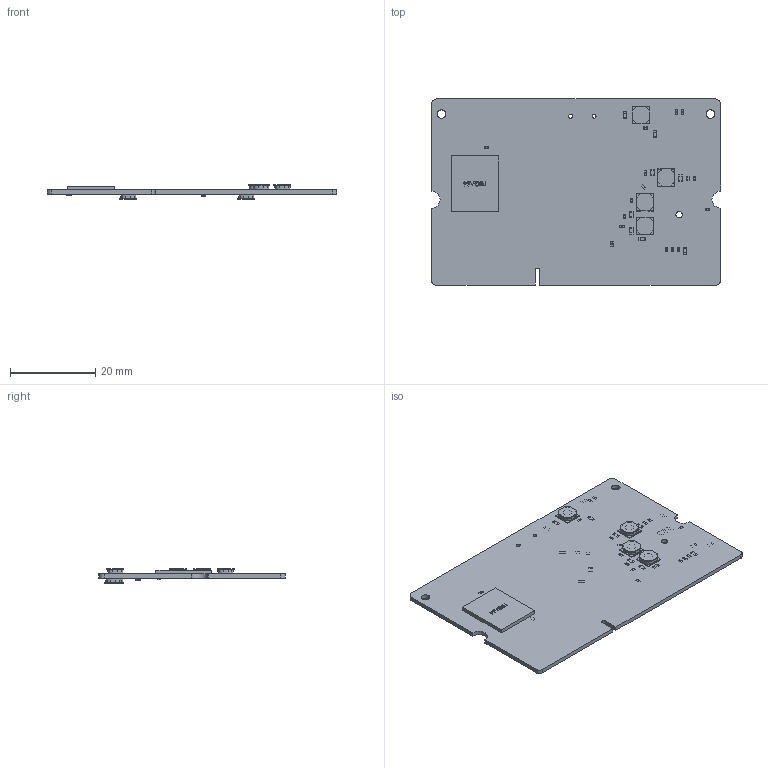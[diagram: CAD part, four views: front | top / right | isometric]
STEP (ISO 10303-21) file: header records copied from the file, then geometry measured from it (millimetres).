
FILE_DESCRIPTION(('Open CASCADE Model'),'2;1');
FILE_NAME('Open CASCADE Shape Model','2022-05-04T16:20:45',('Author'),( 'Open CASCADE'),'Open CASCADE STEP processor 6.8','Open CASCADE 6.8' ,'Unknown');
FILE_SCHEMA(('AUTOMOTIVE_DESIGN { 1 0 10303 214 1 1 1 1 }'));
Length unit declared in the file: millimetre
Products named in the file (163): PCB; Board; CD1; User_Library-SMD_Ceramic_Capacitors_0603_(1608)_CD; CP59; User_Library-SMD_Ceramic_Capacitors_0402_(1005)_BD; CK51; CK50; CK23; CK21; CK19; UDF1; memory_RGB8421504; CK61; LP4; inductor_4x4; LP5; LP3; LP2; LP1; CP33; CP18; R92; User_Library-User_Library-res0402_res0402_body; CP21; CP19; CP17; CP9; CP5; CP32; CP54; CP52; CP51; CP46; CP43; CP42; CP35; CP28; CP30; CP15 ...
Assembly tree (325 placements, depth 3):
  PCB
    Board
    CD1
      User_Library-SMD_Ceramic_Capacitors_0603_(1608)_CD
    CP59
      User_Library-SMD_Ceramic_Capacitors_0402_(1005)_BD
    CK51
      User_Library-SMD_Ceramic_Capacitors_0402_(1005)_BD
    CK50
      User_Library-SMD_Ceramic_Capacitors_0402_(1005)_BD
    CK23
      User_Library-SMD_Ceramic_Capacitors_0402_(1005)_BD
    CK21
      User_Library-SMD_Ceramic_Capacitors_0402_(1005)_BD
    CK19
      User_Library-SMD_Ceramic_Capacitors_0603_(1608)_CD
    UDF1
      memory_RGB8421504
    CK61
      User_Library-SMD_Ceramic_Capacitors_0402_(1005)_BD
    LP4
      inductor_4x4
      inductor_4x4
      inductor_4x4
      inductor_4x4
    LP5
      inductor_4x4
      inductor_4x4
      inductor_4x4
      inductor_4x4
    LP3
      inductor_4x4
      inductor_4x4
      inductor_4x4
      inductor_4x4
    LP2
      inductor_4x4
      inductor_4x4
      inductor_4x4
      inductor_4x4
    LP1
      inductor_4x4
      inductor_4x4
      inductor_4x4
      inductor_4x4
    CP33
      User_Library-SMD_Ceramic_Capacitors_0603_(1608)_CD
    CP18
      User_Library-SMD_Ceramic_Capacitors_0603_(1608)_CD
    R92
      User_Library-User_Library-res0402_res0402_body
    CP21
      User_Library-SMD_Ceramic_Capacitors_0402_(1005)_BD
    CP19
      User_Library-SMD_Ceramic_Capacitors_0402_(1005)_BD
    CP17
      User_Library-SMD_Ceramic_Capacitors_0402_(1005)_BD
    CP9
      User_Library-SMD_Ceramic_Capacitors_0402_(1005)_BD
    CP5
Bounding box: 67.63 x 43.58 x 3.37 mm (x, y, z)
Volume: 3144 mm3; surface area: 8245.6 mm2
Topology: 462 solids, 462 shells, 9558 faces, 20826 edges, 10285 vertices
Faces by surface type: plane 3747, bspline 3033, cylinder 2778
Full cylindrical faces by diameter (mm): 0.9 x2, 1.499 x1, 2 x2
Entity records: 61323 total; most frequent: CARTESIAN_POINT 38392, DIRECTION 2779, ORIENTED_EDGE 2000, PCURVE 2000, DEFINITIONAL_REPRESENTATION 2000, B_SPLINE_CURVE_WITH_KNOTS 1597, LINE 1033, VECTOR 1033
